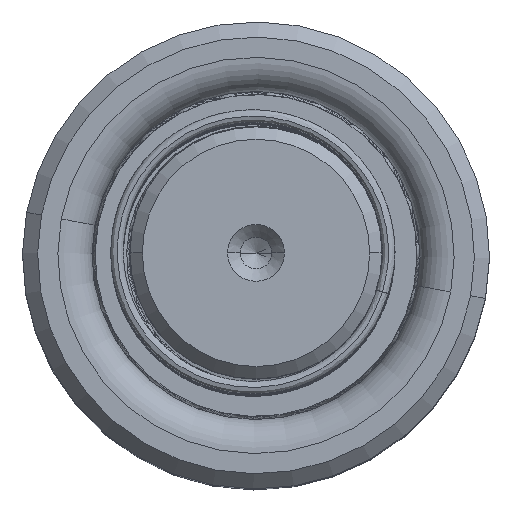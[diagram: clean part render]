
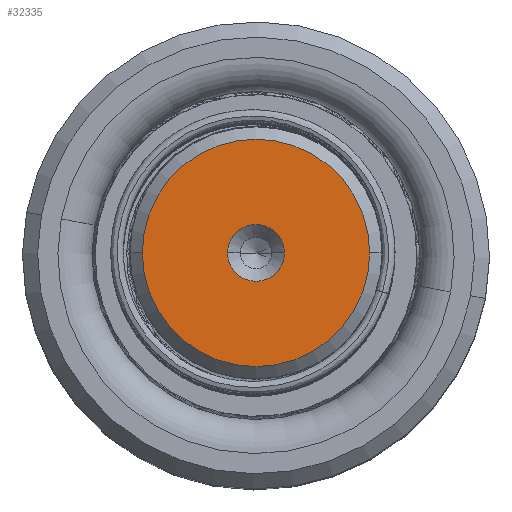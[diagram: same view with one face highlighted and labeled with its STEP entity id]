
A CAD part, top view. The second image highlights one B-rep face of the part: STEP entity #32335.
In plain terms, the highlighted planar face has unit normal (0, 0, 1).
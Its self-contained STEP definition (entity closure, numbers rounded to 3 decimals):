
#2290 = AXIS2_PLACEMENT_3D ( 'NONE', #31858, #29018, #26029 ) ;
#3075 = ORIENTED_EDGE ( 'NONE', *, *, #11254, .F. ) ;
#4630 = CARTESIAN_POINT ( 'NONE',  ( 9.009, 0., 170. ) ) ;
#4801 = DIRECTION ( 'NONE',  ( 1., 0., 0. ) ) ;
#7349 = CARTESIAN_POINT ( 'NONE',  ( 0., 0., 170. ) ) ;
#7738 = CARTESIAN_POINT ( 'NONE',  ( -9.009, 0., 170. ) ) ;
#7749 = ORIENTED_EDGE ( 'NONE', *, *, #13042, .F. ) ;
#8275 = CARTESIAN_POINT ( 'NONE',  ( 0., 0., 170. ) ) ;
#8727 = AXIS2_PLACEMENT_3D ( 'NONE', #31693, #17940, #4801 ) ;
#8968 = VERTEX_POINT ( 'NONE', #23947 ) ;
#9139 = AXIS2_PLACEMENT_3D ( 'NONE', #7349, #18852, #26876 ) ;
#9553 = FACE_OUTER_BOUND ( 'NONE', #18079, .T. ) ;
#9684 = CIRCLE ( 'NONE', #17669, 2.25 ) ;
#10207 = PLANE ( 'NONE',  #9139 ) ;
#11254 = EDGE_CURVE ( 'NONE', #8968, #30655, #9684, .T. ) ;
#11880 = VERTEX_POINT ( 'NONE', #7738 ) ;
#13042 = EDGE_CURVE ( 'NONE', #30655, #8968, #30406, .T. ) ;
#13610 = DIRECTION ( 'NONE',  ( 1., 0., 0. ) ) ;
#13727 = DIRECTION ( 'NONE',  ( 0., 0., 1. ) ) ;
#13906 = ORIENTED_EDGE ( 'NONE', *, *, #20751, .T. ) ;
#15113 = CIRCLE ( 'NONE', #2290, 9.009 ) ;
#16396 = DIRECTION ( 'NONE',  ( 1., 0., 0. ) ) ;
#16833 = ORIENTED_EDGE ( 'NONE', *, *, #28229, .T. ) ;
#17669 = AXIS2_PLACEMENT_3D ( 'NONE', #19234, #27394, #16396 ) ;
#17940 = DIRECTION ( 'NONE',  ( 0., 0., 1. ) ) ;
#18079 = EDGE_LOOP ( 'NONE', ( #13906, #16833 ) ) ;
#18614 = AXIS2_PLACEMENT_3D ( 'NONE', #8275, #13727, #13610 ) ;
#18852 = DIRECTION ( 'NONE',  ( 0., 0., 1. ) ) ;
#19234 = CARTESIAN_POINT ( 'NONE',  ( 0., 0., 170. ) ) ;
#20751 = EDGE_CURVE ( 'NONE', #11880, #25714, #26367, .T. ) ;
#21361 = EDGE_LOOP ( 'NONE', ( #7749, #3075 ) ) ;
#23947 = CARTESIAN_POINT ( 'NONE',  ( -2.25, 0., 170. ) ) ;
#25637 = FACE_BOUND ( 'NONE', #21361, .T. ) ;
#25714 = VERTEX_POINT ( 'NONE', #4630 ) ;
#26029 = DIRECTION ( 'NONE',  ( 1., 0., 0. ) ) ;
#26367 = CIRCLE ( 'NONE', #8727, 9.009 ) ;
#26876 = DIRECTION ( 'NONE',  ( 1., 0., 0. ) ) ;
#27394 = DIRECTION ( 'NONE',  ( 0., 0., 1. ) ) ;
#28229 = EDGE_CURVE ( 'NONE', #25714, #11880, #15113, .T. ) ;
#29018 = DIRECTION ( 'NONE',  ( 0., 0., 1. ) ) ;
#30406 = CIRCLE ( 'NONE', #18614, 2.25 ) ;
#30522 = CARTESIAN_POINT ( 'NONE',  ( 2.25, 0., 170. ) ) ;
#30655 = VERTEX_POINT ( 'NONE', #30522 ) ;
#31693 = CARTESIAN_POINT ( 'NONE',  ( 0., 0., 170. ) ) ;
#31858 = CARTESIAN_POINT ( 'NONE',  ( 0., 0., 170. ) ) ;
#32335 = ADVANCED_FACE ( 'NONE', ( #25637, #9553 ), #10207, .T. ) ;
